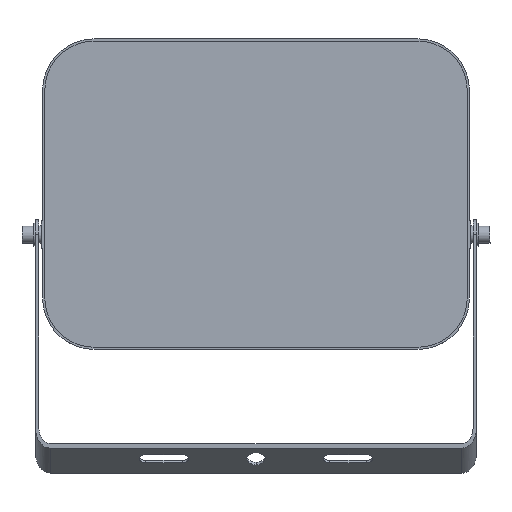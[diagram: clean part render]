
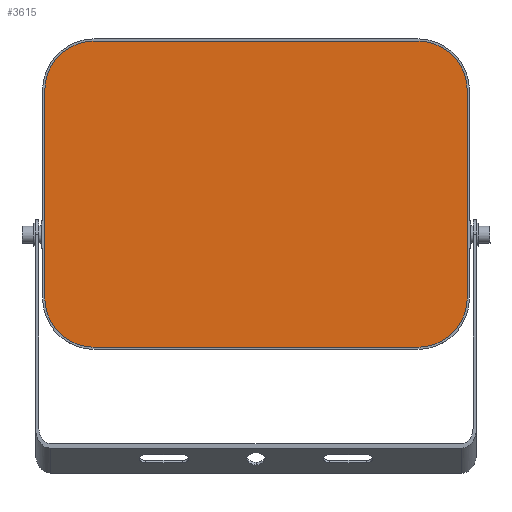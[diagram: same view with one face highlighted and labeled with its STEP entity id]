
A CAD part, top view. The second image highlights one B-rep face of the part: STEP entity #3615.
In plain terms, the highlighted planar face has unit normal (0, 0, 1).
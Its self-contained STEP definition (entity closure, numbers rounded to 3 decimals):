
#2 = DIRECTION ( 'NONE',  ( 1., 0., 0. ) ) ;
#85 = VECTOR ( 'NONE', #5876, 1000. ) ;
#533 = VERTEX_POINT ( 'NONE', #11842 ) ;
#650 = CARTESIAN_POINT ( 'NONE',  ( 110., 104., 0. ) ) ;
#987 = LINE ( 'NONE', #8613, #16104 ) ;
#1276 = DIRECTION ( 'NONE',  ( 0., 0., 1. ) ) ;
#1906 = EDGE_CURVE ( 'NONE', #15087, #4593, #10205, .T. ) ;
#2402 = EDGE_CURVE ( 'NONE', #13545, #15087, #15064, .T. ) ;
#2433 = CARTESIAN_POINT ( 'NONE',  ( 143.5, -70.5, 0. ) ) ;
#2594 = ORIENTED_EDGE ( 'NONE', *, *, #16443, .T. ) ;
#3060 = LINE ( 'NONE', #6719, #13801 ) ;
#3615 = ADVANCED_FACE ( 'NONE', ( #13864 ), #5906, .T. ) ;
#4423 = LINE ( 'NONE', #17599, #85 ) ;
#4516 = DIRECTION ( 'NONE',  ( 0., 0., 1. ) ) ;
#4593 = VERTEX_POINT ( 'NONE', #650 ) ;
#4684 = ORIENTED_EDGE ( 'NONE', *, *, #6409, .T. ) ;
#4965 = ORIENTED_EDGE ( 'NONE', *, *, #1906, .T. ) ;
#5282 = EDGE_LOOP ( 'NONE', ( #12574, #2594, #8815, #15611, #4965, #11795, #4684, #11210 ) ) ;
#5416 = EDGE_CURVE ( 'NONE', #533, #11723, #9227, .T. ) ;
#5876 = DIRECTION ( 'NONE',  ( -1., 0., 0. ) ) ;
#5906 = PLANE ( 'NONE',  #16325 ) ;
#5920 = EDGE_CURVE ( 'NONE', #13882, #533, #987, .T. ) ;
#5981 = EDGE_CURVE ( 'NONE', #4593, #16081, #4423, .T. ) ;
#6409 = EDGE_CURVE ( 'NONE', #16081, #13882, #8253, .T. ) ;
#6719 = CARTESIAN_POINT ( 'NONE',  ( -110., -104., 0. ) ) ;
#6756 = DIRECTION ( 'NONE',  ( 0., 0., 1. ) ) ;
#7276 = VECTOR ( 'NONE', #8706, 1000. ) ;
#7290 = DIRECTION ( 'NONE',  ( 0., 0., 1. ) ) ;
#7706 = CARTESIAN_POINT ( 'NONE',  ( -143.5, 70.5, 0. ) ) ;
#8253 = CIRCLE ( 'NONE', #17842, 33.5 ) ;
#8613 = CARTESIAN_POINT ( 'NONE',  ( -143.5, 70.5, 0. ) ) ;
#8706 = DIRECTION ( 'NONE',  ( 0., 1., 0. ) ) ;
#8729 = DIRECTION ( 'NONE',  ( 0., 0., 1. ) ) ;
#8815 = ORIENTED_EDGE ( 'NONE', *, *, #16962, .T. ) ;
#9227 = CIRCLE ( 'NONE', #17701, 33.5 ) ;
#9668 = CARTESIAN_POINT ( 'NONE',  ( 110., -104., 0. ) ) ;
#10001 = CARTESIAN_POINT ( 'NONE',  ( -110., 70.5, 0. ) ) ;
#10053 = VERTEX_POINT ( 'NONE', #9668 ) ;
#10205 = CIRCLE ( 'NONE', #10998, 33.5 ) ;
#10885 = CARTESIAN_POINT ( 'NONE',  ( 143.5, 70.5, 0. ) ) ;
#10998 = AXIS2_PLACEMENT_3D ( 'NONE', #17529, #8729, #2 ) ;
#11210 = ORIENTED_EDGE ( 'NONE', *, *, #5920, .T. ) ;
#11478 = DIRECTION ( 'NONE',  ( 1., 0., 0. ) ) ;
#11567 = DIRECTION ( 'NONE',  ( 0., -1., 0. ) ) ;
#11711 = AXIS2_PLACEMENT_3D ( 'NONE', #15537, #6756, #17015 ) ;
#11723 = VERTEX_POINT ( 'NONE', #17813 ) ;
#11795 = ORIENTED_EDGE ( 'NONE', *, *, #5981, .T. ) ;
#11842 = CARTESIAN_POINT ( 'NONE',  ( -143.5, -70.5, 0. ) ) ;
#12249 = CARTESIAN_POINT ( 'NONE',  ( -110., 104., 0. ) ) ;
#12574 = ORIENTED_EDGE ( 'NONE', *, *, #5416, .T. ) ;
#13265 = CARTESIAN_POINT ( 'NONE',  ( -110., -70.5, 0. ) ) ;
#13545 = VERTEX_POINT ( 'NONE', #2433 ) ;
#13801 = VECTOR ( 'NONE', #14017, 1000. ) ;
#13864 = FACE_OUTER_BOUND ( 'NONE', #5282, .T. ) ;
#13882 = VERTEX_POINT ( 'NONE', #7706 ) ;
#14017 = DIRECTION ( 'NONE',  ( 1., 0., 0. ) ) ;
#14739 = DIRECTION ( 'NONE',  ( 1., 0., 0. ) ) ;
#15064 = LINE ( 'NONE', #16040, #7276 ) ;
#15087 = VERTEX_POINT ( 'NONE', #10885 ) ;
#15537 = CARTESIAN_POINT ( 'NONE',  ( 110., -70.5, 0. ) ) ;
#15611 = ORIENTED_EDGE ( 'NONE', *, *, #2402, .T. ) ;
#16040 = CARTESIAN_POINT ( 'NONE',  ( 143.5, -70.5, 0. ) ) ;
#16081 = VERTEX_POINT ( 'NONE', #12249 ) ;
#16087 = CARTESIAN_POINT ( 'NONE',  ( -110., -70.5, 0. ) ) ;
#16104 = VECTOR ( 'NONE', #11567, 1000. ) ;
#16325 = AXIS2_PLACEMENT_3D ( 'NONE', #13265, #4516, #14739 ) ;
#16443 = EDGE_CURVE ( 'NONE', #11723, #10053, #3060, .T. ) ;
#16962 = EDGE_CURVE ( 'NONE', #10053, #13545, #18153, .T. ) ;
#17015 = DIRECTION ( 'NONE',  ( 1., 0., 0. ) ) ;
#17529 = CARTESIAN_POINT ( 'NONE',  ( 110., 70.5, 0. ) ) ;
#17555 = DIRECTION ( 'NONE',  ( 1., 0., 0. ) ) ;
#17599 = CARTESIAN_POINT ( 'NONE',  ( 110., 104., 0. ) ) ;
#17701 = AXIS2_PLACEMENT_3D ( 'NONE', #16087, #7290, #17555 ) ;
#17813 = CARTESIAN_POINT ( 'NONE',  ( -110., -104., 0. ) ) ;
#17842 = AXIS2_PLACEMENT_3D ( 'NONE', #10001, #1276, #11478 ) ;
#18153 = CIRCLE ( 'NONE', #11711, 33.5 ) ;
